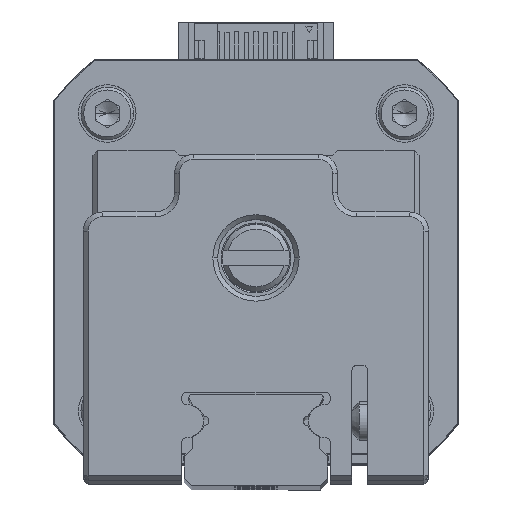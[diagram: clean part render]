
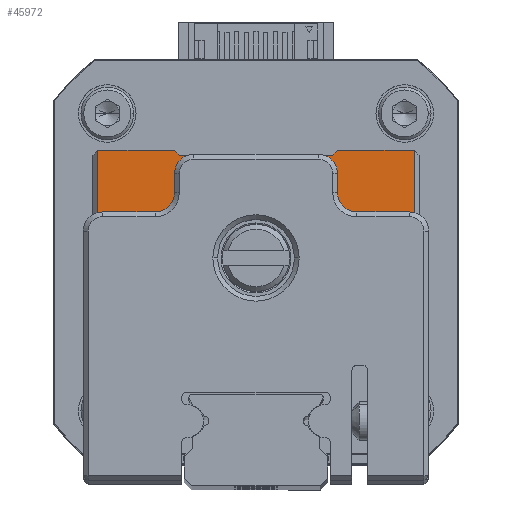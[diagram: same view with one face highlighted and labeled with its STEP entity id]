
A CAD part, top view. The second image highlights one B-rep face of the part: STEP entity #45972.
In plain terms, the highlighted planar face has unit normal (0, 0, 1).
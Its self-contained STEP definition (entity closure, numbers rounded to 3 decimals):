
#379 = ORIENTED_EDGE ( 'NONE', *, *, #3405, .F. ) ;
#485 = CARTESIAN_POINT ( 'NONE',  ( -4.418, -1.375, 113.5 ) ) ;
#1120 = DIRECTION ( 'NONE',  ( 0., -1., 0. ) ) ;
#1463 = CARTESIAN_POINT ( 'NONE',  ( 9.082, 16.875, 113.5 ) ) ;
#1518 = EDGE_LOOP ( 'NONE', ( #14385, #40495 ) ) ;
#1667 = CARTESIAN_POINT ( 'NONE',  ( -6.918, 16.875, 113.5 ) ) ;
#2473 = AXIS2_PLACEMENT_3D ( 'NONE', #23496, #57699, #28431 ) ;
#3362 = EDGE_CURVE ( 'NONE', #51275, #15135, #13209, .T. ) ;
#3405 = EDGE_CURVE ( 'NONE', #51006, #15135, #37766, .T. ) ;
#4135 = EDGE_CURVE ( 'NONE', #20102, #35871, #16965, .T. ) ;
#4142 = EDGE_CURVE ( 'NONE', #35545, #27892, #56024, .T. ) ;
#4540 = VERTEX_POINT ( 'NONE', #14994 ) ;
#4576 = CARTESIAN_POINT ( 'NONE',  ( -15.418, 17.375, 113.5 ) ) ;
#4792 = AXIS2_PLACEMENT_3D ( 'NONE', #6609, #40866, #11524 ) ;
#5181 = DIRECTION ( 'NONE',  ( 1., 0., 0. ) ) ;
#6009 = ORIENTED_EDGE ( 'NONE', *, *, #10598, .T. ) ;
#6093 = LINE ( 'NONE', #47123, #56653 ) ;
#6116 = EDGE_CURVE ( 'NONE', #51275, #27772, #6093, .T. ) ;
#6386 = DIRECTION ( 'NONE',  ( -0.707, -0.707, 0. ) ) ;
#6534 = VERTEX_POINT ( 'NONE', #45336 ) ;
#6595 = DIRECTION ( 'NONE',  ( 1., 0., 0. ) ) ;
#6609 = CARTESIAN_POINT ( 'NONE',  ( 1.082, 5.625, 113.5 ) ) ;
#7185 = EDGE_CURVE ( 'NONE', #44157, #4540, #9038, .T. ) ;
#7260 = CIRCLE ( 'NONE', #4792, 5.5 ) ;
#7263 = DIRECTION ( 'NONE',  ( 1., 0., 0. ) ) ;
#7695 = EDGE_CURVE ( 'NONE', #51006, #35871, #35059, .T. ) ;
#7803 = CIRCLE ( 'NONE', #16257, 2.1 ) ;
#7930 = CARTESIAN_POINT ( 'NONE',  ( 6.582, -1.375, 113.5 ) ) ;
#8137 = DIRECTION ( 'NONE',  ( -0.707, 0.707, 0. ) ) ;
#8786 = FACE_OUTER_BOUND ( 'NONE', #20383, .T. ) ;
#9038 = LINE ( 'NONE', #34585, #33582 ) ;
#10217 = EDGE_CURVE ( 'NONE', #6534, #12674, #25596, .T. ) ;
#10303 = CARTESIAN_POINT ( 'NONE',  ( 17.582, 17.375, 113.5 ) ) ;
#10598 = EDGE_CURVE ( 'NONE', #25395, #44157, #20175, .T. ) ;
#10671 = VERTEX_POINT ( 'NONE', #39190 ) ;
#11137 = ORIENTED_EDGE ( 'NONE', *, *, #3362, .T. ) ;
#11524 = DIRECTION ( 'NONE',  ( -1., 0., 0. ) ) ;
#12674 = VERTEX_POINT ( 'NONE', #15861 ) ;
#13209 = LINE ( 'NONE', #1463, #26273 ) ;
#13293 = CARTESIAN_POINT ( 'NONE',  ( -7.418, 17.375, 113.5 ) ) ;
#13804 = DIRECTION ( 'NONE',  ( 0., 0., 1. ) ) ;
#14385 = ORIENTED_EDGE ( 'NONE', *, *, #47098, .F. ) ;
#14994 = CARTESIAN_POINT ( 'NONE',  ( 17.582, -1.375, 113.5 ) ) ;
#15135 = VERTEX_POINT ( 'NONE', #44647 ) ;
#15530 = AXIS2_PLACEMENT_3D ( 'NONE', #43150, #13804, #48043 ) ;
#15861 = CARTESIAN_POINT ( 'NONE',  ( -9.268, 5.885, 113.5 ) ) ;
#16257 = AXIS2_PLACEMENT_3D ( 'NONE', #26070, #60266, #30949 ) ;
#16965 = LINE ( 'NONE', #36636, #44493 ) ;
#17121 = ORIENTED_EDGE ( 'NONE', *, *, #60619, .T. ) ;
#18564 = PLANE ( 'NONE',  #2473 ) ;
#18695 = CARTESIAN_POINT ( 'NONE',  ( -6.918, 16.875, 113.5 ) ) ;
#18872 = EDGE_CURVE ( 'NONE', #27892, #25395, #7260, .T. ) ;
#20102 = VERTEX_POINT ( 'NONE', #4576 ) ;
#20175 = LINE ( 'NONE', #53311, #57683 ) ;
#20383 = EDGE_LOOP ( 'NONE', ( #379, #43544, #31192, #48068, #24416, #24599, #63428, #6009, #55214, #17121, #38639, #11137 ) ) ;
#20387 = DIRECTION ( 'NONE',  ( 0., 1., 0. ) ) ;
#20777 = CARTESIAN_POINT ( 'NONE',  ( 9.582, 17.375, 113.5 ) ) ;
#21788 = DIRECTION ( 'NONE',  ( 0., 0., 1. ) ) ;
#23496 = CARTESIAN_POINT ( 'NONE',  ( -15.918, 17.375, 113.5 ) ) ;
#23751 = DIRECTION ( 'NONE',  ( 0., 0., 1. ) ) ;
#24416 = ORIENTED_EDGE ( 'NONE', *, *, #60560, .T. ) ;
#24599 = ORIENTED_EDGE ( 'NONE', *, *, #4142, .T. ) ;
#25395 = VERTEX_POINT ( 'NONE', #27162 ) ;
#25596 = CIRCLE ( 'NONE', #15530, 2.1 ) ;
#26070 = CARTESIAN_POINT ( 'NONE',  ( -7.168, 5.885, 113.5 ) ) ;
#26273 = VECTOR ( 'NONE', #6386, 1000. ) ;
#26382 = VECTOR ( 'NONE', #20387, 1000. ) ;
#26794 = CARTESIAN_POINT ( 'NONE',  ( -4.418, -1.875, 113.5 ) ) ;
#27162 = CARTESIAN_POINT ( 'NONE',  ( 6.582, 5.625, 113.5 ) ) ;
#27772 = VERTEX_POINT ( 'NONE', #34067 ) ;
#27892 = VERTEX_POINT ( 'NONE', #59481 ) ;
#28431 = DIRECTION ( 'NONE',  ( -1., 0., 0. ) ) ;
#28493 = VECTOR ( 'NONE', #56070, 1000. ) ;
#28744 = DIRECTION ( 'NONE',  ( 0., -1., 0. ) ) ;
#29434 = LINE ( 'NONE', #59102, #30952 ) ;
#30949 = DIRECTION ( 'NONE',  ( 1., 0., 0. ) ) ;
#30952 = VECTOR ( 'NONE', #5181, 1000. ) ;
#31192 = ORIENTED_EDGE ( 'NONE', *, *, #4135, .F. ) ;
#32076 = EDGE_LOOP ( 'NONE', ( #39576, #42063 ) ) ;
#32572 = CARTESIAN_POINT ( 'NONE',  ( -15.418, -1.375, 113.5 ) ) ;
#33582 = VECTOR ( 'NONE', #54017, 1000. ) ;
#33723 = AXIS2_PLACEMENT_3D ( 'NONE', #51087, #21788, #56022 ) ;
#34067 = CARTESIAN_POINT ( 'NONE',  ( 17.582, 17.375, 113.5 ) ) ;
#34585 = CARTESIAN_POINT ( 'NONE',  ( -15.918, -1.375, 113.5 ) ) ;
#35059 = LINE ( 'NONE', #37506, #62609 ) ;
#35545 = VERTEX_POINT ( 'NONE', #485 ) ;
#35871 = VERTEX_POINT ( 'NONE', #13293 ) ;
#36636 = CARTESIAN_POINT ( 'NONE',  ( -15.918, 17.375, 113.5 ) ) ;
#37506 = CARTESIAN_POINT ( 'NONE',  ( -6.918, 16.875, 113.5 ) ) ;
#37555 = DIRECTION ( 'NONE',  ( 1., 0., 0. ) ) ;
#37766 = LINE ( 'NONE', #1667, #39265 ) ;
#38639 = ORIENTED_EDGE ( 'NONE', *, *, #6116, .F. ) ;
#39190 = CARTESIAN_POINT ( 'NONE',  ( 11.432, 5.885, 113.5 ) ) ;
#39265 = VECTOR ( 'NONE', #6595, 1000. ) ;
#39372 = LINE ( 'NONE', #10303, #26382 ) ;
#39576 = ORIENTED_EDGE ( 'NONE', *, *, #10217, .F. ) ;
#39899 = VERTEX_POINT ( 'NONE', #32572 ) ;
#40495 = ORIENTED_EDGE ( 'NONE', *, *, #51644, .F. ) ;
#40866 = DIRECTION ( 'NONE',  ( 0., 0., -1. ) ) ;
#42063 = ORIENTED_EDGE ( 'NONE', *, *, #62166, .F. ) ;
#43150 = CARTESIAN_POINT ( 'NONE',  ( -7.168, 5.885, 113.5 ) ) ;
#43544 = ORIENTED_EDGE ( 'NONE', *, *, #7695, .T. ) ;
#44157 = VERTEX_POINT ( 'NONE', #7930 ) ;
#44493 = VECTOR ( 'NONE', #7263, 1000. ) ;
#44647 = CARTESIAN_POINT ( 'NONE',  ( 9.082, 16.875, 113.5 ) ) ;
#45336 = CARTESIAN_POINT ( 'NONE',  ( -5.068, 5.885, 113.5 ) ) ;
#45972 = ADVANCED_FACE ( 'NONE', ( #46278, #60853, #8786 ), #18564, .F. ) ;
#46278 = FACE_BOUND ( 'NONE', #1518, .T. ) ;
#47098 = EDGE_CURVE ( 'NONE', #10671, #60193, #50336, .T. ) ;
#47123 = CARTESIAN_POINT ( 'NONE',  ( -15.918, 17.375, 113.5 ) ) ;
#47320 = VECTOR ( 'NONE', #1120, 1000. ) ;
#48043 = DIRECTION ( 'NONE',  ( 1., 0., 0. ) ) ;
#48068 = ORIENTED_EDGE ( 'NONE', *, *, #57587, .T. ) ;
#50336 = CIRCLE ( 'NONE', #33723, 2.1 ) ;
#51006 = VERTEX_POINT ( 'NONE', #18695 ) ;
#51087 = CARTESIAN_POINT ( 'NONE',  ( 9.332, 5.885, 113.5 ) ) ;
#51275 = VERTEX_POINT ( 'NONE', #20777 ) ;
#51644 = EDGE_CURVE ( 'NONE', #60193, #10671, #54659, .T. ) ;
#51659 = CARTESIAN_POINT ( 'NONE',  ( 7.232, 5.885, 113.5 ) ) ;
#53047 = CARTESIAN_POINT ( 'NONE',  ( 9.332, 5.885, 113.5 ) ) ;
#53311 = CARTESIAN_POINT ( 'NONE',  ( 6.582, 5.625, 113.5 ) ) ;
#54017 = DIRECTION ( 'NONE',  ( 1., 0., 0. ) ) ;
#54659 = CIRCLE ( 'NONE', #58059, 2.1 ) ;
#55214 = ORIENTED_EDGE ( 'NONE', *, *, #7185, .T. ) ;
#56022 = DIRECTION ( 'NONE',  ( 1., 0., 0. ) ) ;
#56024 = LINE ( 'NONE', #26794, #28493 ) ;
#56070 = DIRECTION ( 'NONE',  ( 0., 1., 0. ) ) ;
#56653 = VECTOR ( 'NONE', #37555, 1000. ) ;
#57587 = EDGE_CURVE ( 'NONE', #20102, #39899, #61901, .T. ) ;
#57683 = VECTOR ( 'NONE', #28744, 1000. ) ;
#57699 = DIRECTION ( 'NONE',  ( 0., 0., -1. ) ) ;
#57959 = DIRECTION ( 'NONE',  ( 1., 0., 0. ) ) ;
#58059 = AXIS2_PLACEMENT_3D ( 'NONE', #53047, #23751, #57959 ) ;
#59102 = CARTESIAN_POINT ( 'NONE',  ( -15.918, -1.375, 113.5 ) ) ;
#59481 = CARTESIAN_POINT ( 'NONE',  ( -4.418, 5.625, 113.5 ) ) ;
#59748 = CARTESIAN_POINT ( 'NONE',  ( -15.418, 17.375, 113.5 ) ) ;
#60193 = VERTEX_POINT ( 'NONE', #51659 ) ;
#60266 = DIRECTION ( 'NONE',  ( 0., 0., 1. ) ) ;
#60560 = EDGE_CURVE ( 'NONE', #39899, #35545, #29434, .T. ) ;
#60619 = EDGE_CURVE ( 'NONE', #4540, #27772, #39372, .T. ) ;
#60853 = FACE_BOUND ( 'NONE', #32076, .T. ) ;
#61901 = LINE ( 'NONE', #59748, #47320 ) ;
#62166 = EDGE_CURVE ( 'NONE', #12674, #6534, #7803, .T. ) ;
#62609 = VECTOR ( 'NONE', #8137, 1000. ) ;
#63428 = ORIENTED_EDGE ( 'NONE', *, *, #18872, .T. ) ;
